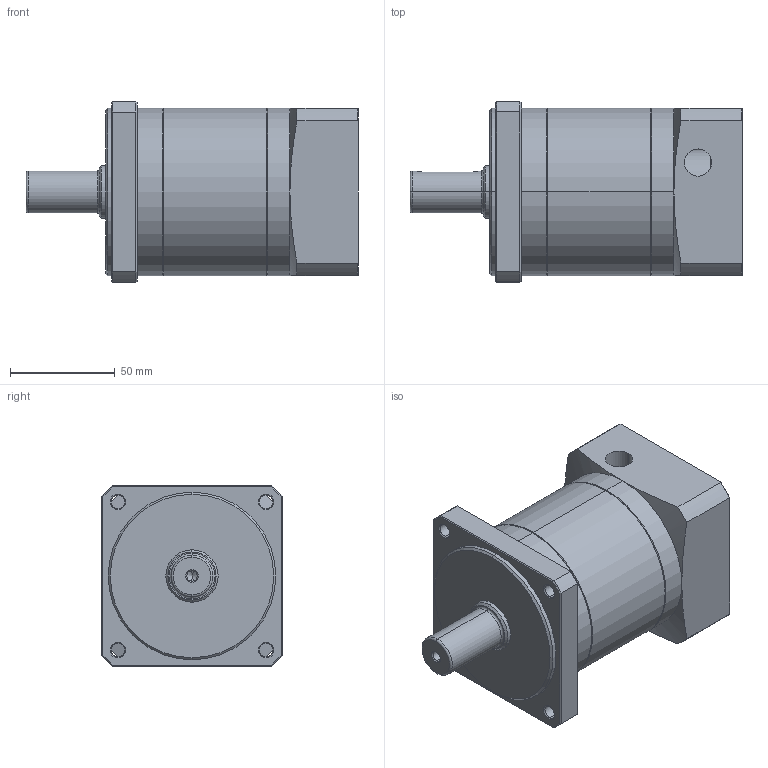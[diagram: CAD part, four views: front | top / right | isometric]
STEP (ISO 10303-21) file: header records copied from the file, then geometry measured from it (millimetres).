
FILE_DESCRIPTION (( 'STEP AP214' ), '1' );
FILE_NAME ('PRF-080N-L1-20-19-2.STEP', '2023-06-05T00:58:15', ( 'Sysceo.com' ), ( '' ), 'SwSTEP 2.0', 'SolidWorks 2023', '' );
FILE_SCHEMA (( 'AUTOMOTIVE_DESIGN' ));
Length unit declared in the file: millimetre
Products named in the file (1): PRF-080N-L1-20-19-2
Bounding box: 158.5 x 86 x 86 mm (x, y, z)
Volume: 597424.8 mm3; surface area: 64596.8 mm2
Topology: 1 solids, 1 shells, 166 faces, 384 edges, 223 vertices
Faces by surface type: cone 74, cylinder 52, plane 36, torus 4
Entity records: 4948 total; most frequent: CARTESIAN_POINT 1159, DIRECTION 834, ORIENTED_EDGE 748, EDGE_CURVE 374, AXIS2_PLACEMENT_3D 339, VERTEX_POINT 223, EDGE_LOOP 191, CIRCLE 172
